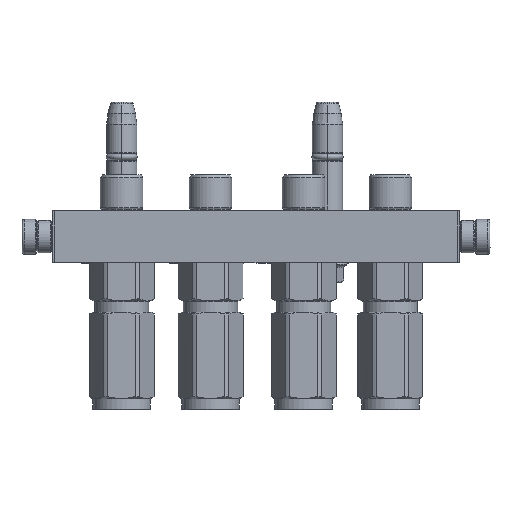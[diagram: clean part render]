
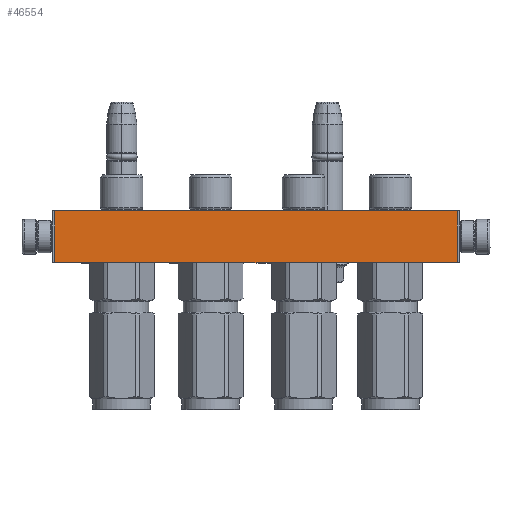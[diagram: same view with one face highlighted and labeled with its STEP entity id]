
A CAD part, left-side view. The second image highlights one B-rep face of the part: STEP entity #46554.
In plain terms, the highlighted face is planar.
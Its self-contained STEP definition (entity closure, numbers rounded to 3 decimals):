
#420 = CARTESIAN_POINT ( 'NONE',  ( 155., 0., -22. ) ) ;
#1644 = EDGE_LOOP ( 'NONE', ( #41919, #22889, #27625, #18359 ) ) ;
#7248 = LINE ( 'NONE', #37062, #9672 ) ;
#8220 = EDGE_CURVE ( 'NONE', #41204, #46088, #47626, .T. ) ;
#9672 = VECTOR ( 'NONE', #44339, 1000. ) ;
#12428 = DIRECTION ( 'NONE',  ( -1., 0., 0. ) ) ;
#12952 = CARTESIAN_POINT ( 'NONE',  ( 155., 0., -22. ) ) ;
#13208 = EDGE_CURVE ( 'NONE', #48208, #40832, #34126, .T. ) ;
#15258 = CARTESIAN_POINT ( 'NONE',  ( 155., 24., -22. ) ) ;
#17924 = VECTOR ( 'NONE', #36172, 1000. ) ;
#18359 = ORIENTED_EDGE ( 'NONE', *, *, #19746, .T. ) ;
#19746 = EDGE_CURVE ( 'NONE', #40832, #46088, #7248, .T. ) ;
#22889 = ORIENTED_EDGE ( 'NONE', *, *, #30921, .F. ) ;
#23749 = VECTOR ( 'NONE', #32802, 1000. ) ;
#24364 = VECTOR ( 'NONE', #35213, 1000. ) ;
#27625 = ORIENTED_EDGE ( 'NONE', *, *, #13208, .T. ) ;
#28357 = AXIS2_PLACEMENT_3D ( 'NONE', #30799, #30322, #12428 ) ;
#29222 = LINE ( 'NONE', #12952, #23749 ) ;
#30322 = DIRECTION ( 'NONE',  ( 0., 0., -1. ) ) ;
#30634 = PLANE ( 'NONE',  #28357 ) ;
#30799 = CARTESIAN_POINT ( 'NONE',  ( 156., 0., -22. ) ) ;
#30921 = EDGE_CURVE ( 'NONE', #48208, #41204, #29222, .T. ) ;
#32611 = CARTESIAN_POINT ( 'NONE',  ( -31., 0., -22. ) ) ;
#32802 = DIRECTION ( 'NONE',  ( 0., 1., 0. ) ) ;
#34126 = LINE ( 'NONE', #420, #24364 ) ;
#35213 = DIRECTION ( 'NONE',  ( -1., 0., 0. ) ) ;
#35224 = CARTESIAN_POINT ( 'NONE',  ( 155., 0., -22. ) ) ;
#35493 = CARTESIAN_POINT ( 'NONE',  ( 155., 24., -22. ) ) ;
#36172 = DIRECTION ( 'NONE',  ( -1., 0., 0. ) ) ;
#37062 = CARTESIAN_POINT ( 'NONE',  ( -31., 0., -22. ) ) ;
#40832 = VERTEX_POINT ( 'NONE', #32611 ) ;
#41204 = VERTEX_POINT ( 'NONE', #15258 ) ;
#41919 = ORIENTED_EDGE ( 'NONE', *, *, #8220, .F. ) ;
#44339 = DIRECTION ( 'NONE',  ( 0., 1., 0. ) ) ;
#46088 = VERTEX_POINT ( 'NONE', #47559 ) ;
#46554 = ADVANCED_FACE ( 'NONE', ( #49332 ), #30634, .T. ) ;
#47559 = CARTESIAN_POINT ( 'NONE',  ( -31., 24., -22. ) ) ;
#47626 = LINE ( 'NONE', #35493, #17924 ) ;
#48208 = VERTEX_POINT ( 'NONE', #35224 ) ;
#49332 = FACE_OUTER_BOUND ( 'NONE', #1644, .T. ) ;
